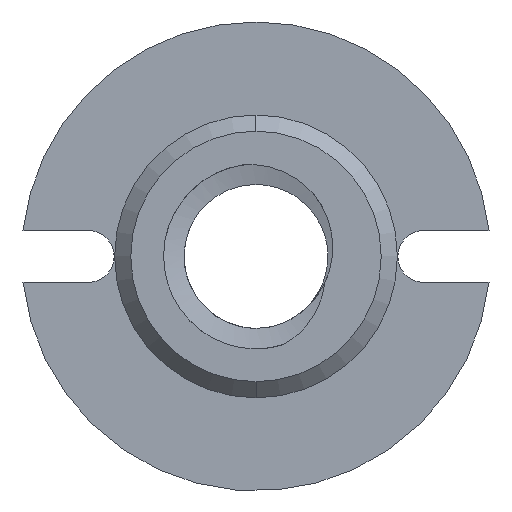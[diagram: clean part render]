
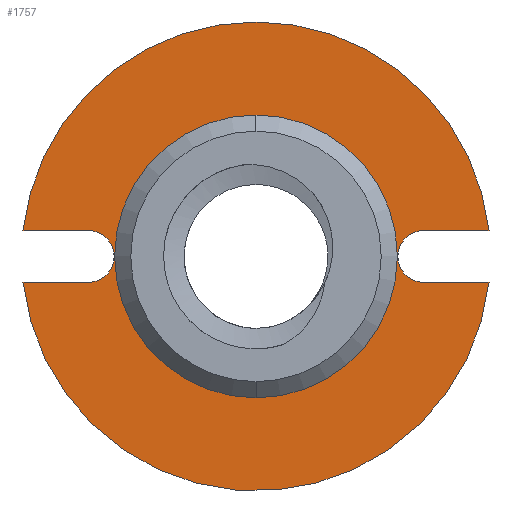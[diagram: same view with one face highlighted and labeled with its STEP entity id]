
A CAD part, front view. The second image highlights one B-rep face of the part: STEP entity #1757.
In plain terms, the highlighted face is planar.
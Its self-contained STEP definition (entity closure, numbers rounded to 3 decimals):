
#70 = ORIENTED_EDGE ( 'NONE', *, *, #2764, .F. ) ;
#74 = FACE_OUTER_BOUND ( 'NONE', #1204, .T. ) ;
#161 = EDGE_CURVE ( 'NONE', #1007, #2446, #2961, .T. ) ;
#195 = ORIENTED_EDGE ( 'NONE', *, *, #1510, .F. ) ;
#222 = AXIS2_PLACEMENT_3D ( 'NONE', #414, #1481, #643 ) ;
#224 = CIRCLE ( 'NONE', #2619, 1.6 ) ;
#281 = CIRCLE ( 'NONE', #222, 14.5 ) ;
#324 = ORIENTED_EDGE ( 'NONE', *, *, #161, .F. ) ;
#376 = CARTESIAN_POINT ( 'NONE',  ( 0., 8.747, 5. ) ) ;
#401 = ORIENTED_EDGE ( 'NONE', *, *, #2678, .T. ) ;
#414 = CARTESIAN_POINT ( 'NONE',  ( 0., 0., 5. ) ) ;
#426 = CARTESIAN_POINT ( 'NONE',  ( 0., 0., 5. ) ) ;
#442 = EDGE_CURVE ( 'NONE', #2515, #1007, #2346, .T. ) ;
#449 = AXIS2_PLACEMENT_3D ( 'NONE', #3284, #571, #624 ) ;
#463 = DIRECTION ( 'NONE',  ( 1., 0., 0. ) ) ;
#475 = DIRECTION ( 'NONE',  ( 0., 1., 0. ) ) ;
#521 = EDGE_CURVE ( 'NONE', #2446, #3191, #2795, .T. ) ;
#526 = DIRECTION ( 'NONE',  ( 0., -1., 0. ) ) ;
#559 = CARTESIAN_POINT ( 'NONE',  ( -10.373, 0., 5. ) ) ;
#571 = DIRECTION ( 'NONE',  ( 0., 0., -1. ) ) ;
#624 = DIRECTION ( 'NONE',  ( 0., 1., 0. ) ) ;
#636 = DIRECTION ( 'NONE',  ( 0., 0., -1. ) ) ;
#643 = DIRECTION ( 'NONE',  ( 0., 1., 0. ) ) ;
#695 = CARTESIAN_POINT ( 'NONE',  ( 10.373, 0., 5. ) ) ;
#727 = LINE ( 'NONE', #1786, #1833 ) ;
#763 = EDGE_LOOP ( 'NONE', ( #1720, #401 ) ) ;
#779 = EDGE_CURVE ( 'NONE', #2545, #2515, #3418, .T. ) ;
#789 = AXIS2_PLACEMENT_3D ( 'NONE', #1710, #1384, #3327 ) ;
#797 = LINE ( 'NONE', #1855, #3246 ) ;
#876 = LINE ( 'NONE', #3001, #2571 ) ;
#885 = FACE_BOUND ( 'NONE', #763, .T. ) ;
#888 = CARTESIAN_POINT ( 'NONE',  ( -14.411, 1.6, 5. ) ) ;
#921 = DIRECTION ( 'NONE',  ( 0., 1., 0. ) ) ;
#1007 = VERTEX_POINT ( 'NONE', #888 ) ;
#1013 = EDGE_CURVE ( 'NONE', #1113, #2566, #224, .T. ) ;
#1063 = CIRCLE ( 'NONE', #789, 8.747 ) ;
#1066 = CARTESIAN_POINT ( 'NONE',  ( 0., -8.747, 5. ) ) ;
#1084 = DIRECTION ( 'NONE',  ( 0., 0., 1. ) ) ;
#1110 = CARTESIAN_POINT ( 'NONE',  ( -10.373, 1.6, 5. ) ) ;
#1113 = VERTEX_POINT ( 'NONE', #3369 ) ;
#1142 = PLANE ( 'NONE',  #1341 ) ;
#1194 = DIRECTION ( 'NONE',  ( 0., 0., -1. ) ) ;
#1204 = EDGE_LOOP ( 'NONE', ( #70, #195, #1698, #3028, #2309, #324, #1885, #2603, #2853 ) ) ;
#1223 = CARTESIAN_POINT ( 'NONE',  ( 0., 0., 5. ) ) ;
#1242 = DIRECTION ( 'NONE',  ( 0., 1., 0. ) ) ;
#1268 = EDGE_CURVE ( 'NONE', #1320, #2545, #727, .T. ) ;
#1320 = VERTEX_POINT ( 'NONE', #2454 ) ;
#1341 = AXIS2_PLACEMENT_3D ( 'NONE', #2847, #1194, #1527 ) ;
#1384 = DIRECTION ( 'NONE',  ( 0., 0., -1. ) ) ;
#1403 = VECTOR ( 'NONE', #2885, 1000. ) ;
#1466 = CARTESIAN_POINT ( 'NONE',  ( -15.871, 1.6, 5. ) ) ;
#1481 = DIRECTION ( 'NONE',  ( 0., 0., -1. ) ) ;
#1510 = EDGE_CURVE ( 'NONE', #2566, #2439, #797, .T. ) ;
#1527 = DIRECTION ( 'NONE',  ( 0., 1., 0. ) ) ;
#1620 = DIRECTION ( 'NONE',  ( -1., 0., 0. ) ) ;
#1638 = CARTESIAN_POINT ( 'NONE',  ( -10.373, -1.6, 5. ) ) ;
#1677 = CARTESIAN_POINT ( 'NONE',  ( 14.411, 1.6, 5. ) ) ;
#1698 = ORIENTED_EDGE ( 'NONE', *, *, #1013, .F. ) ;
#1704 = VERTEX_POINT ( 'NONE', #376 ) ;
#1710 = CARTESIAN_POINT ( 'NONE',  ( 0., 0., 5. ) ) ;
#1720 = ORIENTED_EDGE ( 'NONE', *, *, #3347, .T. ) ;
#1757 = ADVANCED_FACE ( 'NONE', ( #885, #74 ), #1142, .F. ) ;
#1786 = CARTESIAN_POINT ( 'NONE',  ( -15.871, -1.6, 5. ) ) ;
#1833 = VECTOR ( 'NONE', #463, 1000. ) ;
#1855 = CARTESIAN_POINT ( 'NONE',  ( 15.871, -1.6, 5. ) ) ;
#1885 = ORIENTED_EDGE ( 'NONE', *, *, #442, .F. ) ;
#1907 = AXIS2_PLACEMENT_3D ( 'NONE', #559, #1084, #526 ) ;
#1972 = VERTEX_POINT ( 'NONE', #1066 ) ;
#2064 = DIRECTION ( 'NONE',  ( 0., 0., -1. ) ) ;
#2067 = AXIS2_PLACEMENT_3D ( 'NONE', #426, #636, #1242 ) ;
#2309 = ORIENTED_EDGE ( 'NONE', *, *, #521, .F. ) ;
#2346 = LINE ( 'NONE', #1466, #1403 ) ;
#2421 = DIRECTION ( 'NONE',  ( 1., 0., 0. ) ) ;
#2439 = VERTEX_POINT ( 'NONE', #3427 ) ;
#2446 = VERTEX_POINT ( 'NONE', #2627 ) ;
#2454 = CARTESIAN_POINT ( 'NONE',  ( -14.411, -1.6, 5. ) ) ;
#2494 = DIRECTION ( 'NONE',  ( 0., 0., 1. ) ) ;
#2515 = VERTEX_POINT ( 'NONE', #1110 ) ;
#2545 = VERTEX_POINT ( 'NONE', #1638 ) ;
#2566 = VERTEX_POINT ( 'NONE', #2983 ) ;
#2571 = VECTOR ( 'NONE', #1620, 1000. ) ;
#2603 = ORIENTED_EDGE ( 'NONE', *, *, #779, .F. ) ;
#2619 = AXIS2_PLACEMENT_3D ( 'NONE', #695, #2494, #921 ) ;
#2627 = CARTESIAN_POINT ( 'NONE',  ( 0., 14.5, 5. ) ) ;
#2630 = EDGE_CURVE ( 'NONE', #3191, #1113, #876, .T. ) ;
#2678 = EDGE_CURVE ( 'NONE', #1972, #1704, #3301, .T. ) ;
#2736 = AXIS2_PLACEMENT_3D ( 'NONE', #1223, #2064, #475 ) ;
#2764 = EDGE_CURVE ( 'NONE', #2439, #1320, #281, .T. ) ;
#2795 = CIRCLE ( 'NONE', #2736, 14.5 ) ;
#2847 = CARTESIAN_POINT ( 'NONE',  ( 0., 0., 5. ) ) ;
#2853 = ORIENTED_EDGE ( 'NONE', *, *, #1268, .F. ) ;
#2885 = DIRECTION ( 'NONE',  ( -1., 0., 0. ) ) ;
#2961 = CIRCLE ( 'NONE', #2067, 14.5 ) ;
#2983 = CARTESIAN_POINT ( 'NONE',  ( 10.373, -1.6, 5. ) ) ;
#3001 = CARTESIAN_POINT ( 'NONE',  ( 15.871, 1.6, 5. ) ) ;
#3028 = ORIENTED_EDGE ( 'NONE', *, *, #2630, .F. ) ;
#3191 = VERTEX_POINT ( 'NONE', #1677 ) ;
#3246 = VECTOR ( 'NONE', #2421, 1000. ) ;
#3284 = CARTESIAN_POINT ( 'NONE',  ( 0., 0., 5. ) ) ;
#3301 = CIRCLE ( 'NONE', #449, 8.747 ) ;
#3327 = DIRECTION ( 'NONE',  ( 0., 1., 0. ) ) ;
#3347 = EDGE_CURVE ( 'NONE', #1704, #1972, #1063, .T. ) ;
#3369 = CARTESIAN_POINT ( 'NONE',  ( 10.373, 1.6, 5. ) ) ;
#3418 = CIRCLE ( 'NONE', #1907, 1.6 ) ;
#3427 = CARTESIAN_POINT ( 'NONE',  ( 14.411, -1.6, 5. ) ) ;
